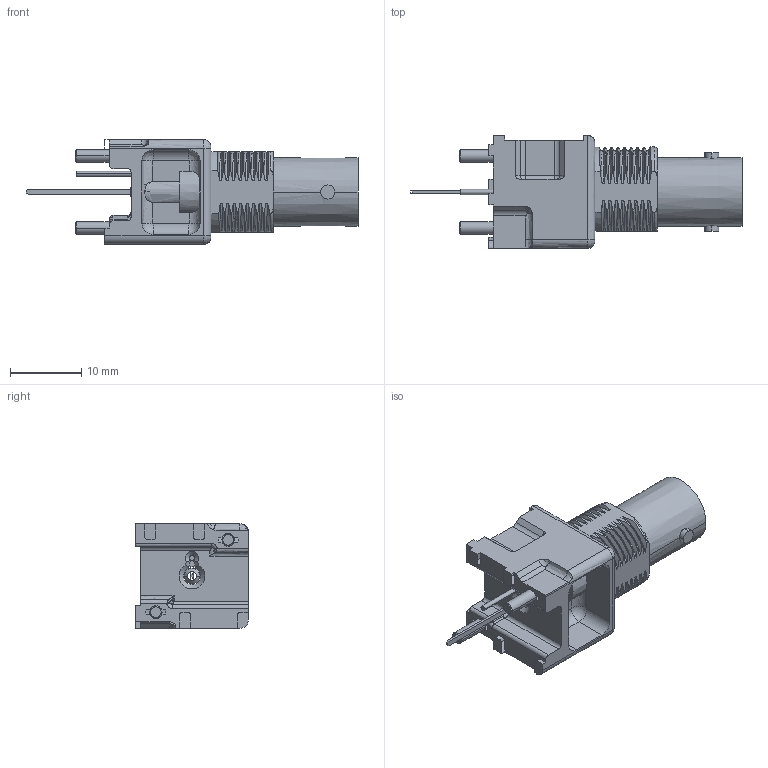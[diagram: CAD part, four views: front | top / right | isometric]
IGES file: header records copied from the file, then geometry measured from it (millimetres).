
Start section:  PTC IGES file: 31-71045.igs
Global section: file name: 31-71045.igs; native system: Pro/ENGINEER by Parametric Technology Corporation; preprocessor: 2010160; author: Admin; organization: Unknown; date: 20110112.182830; units: millimetre
Bounding box: 46.74 x 15.88 x 14.73 mm (x, y, z)
Surface area: 3094.3 mm2 (no closed solid volume)
Topology: 0 solids, 0 shells, 290 faces, 1684 edges, 1684 vertices
Faces by surface type: bspline 165, revolution 125
